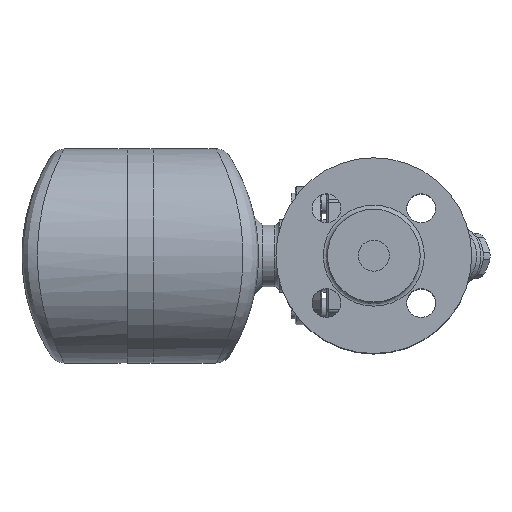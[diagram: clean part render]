
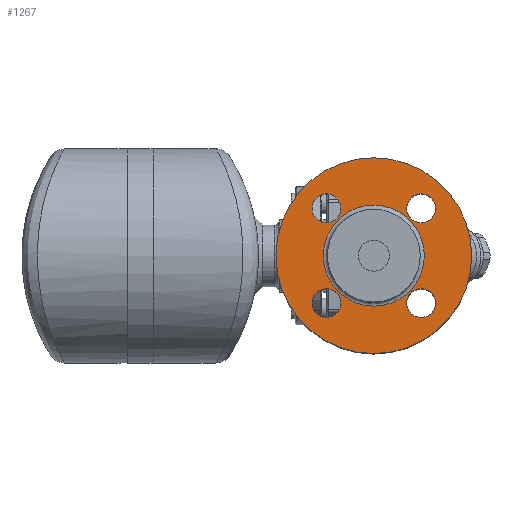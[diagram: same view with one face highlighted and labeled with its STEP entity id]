
A CAD part, top view. The second image highlights one B-rep face of the part: STEP entity #1267.
In plain terms, the highlighted planar face has unit normal (0, 0, 1).
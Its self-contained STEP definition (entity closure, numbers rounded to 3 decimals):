
#696=CARTESIAN_POINT('',(129.981,15.981,92.0));
#697=VERTEX_POINT('',#696);
#698=CARTESIAN_POINT('',(129.981,22.981,92.));
#699=DIRECTION('',(0.0,0.0,-1.0));
#700=DIRECTION('',(0.0,-1.0,0.0));
#701=AXIS2_PLACEMENT_3D('',#698,#699,#700);
#702=CIRCLE('',#701,7.);
#703=EDGE_CURVE('',#697,#697,#702,.T.);
#745=CARTESIAN_POINT('',(122.981,-22.981,92.0));
#746=VERTEX_POINT('',#745);
#747=CARTESIAN_POINT('',(129.981,-22.981,92.));
#748=DIRECTION('',(0.0,0.0,-1.0));
#749=DIRECTION('',(-1.0,0.0,0.0));
#750=AXIS2_PLACEMENT_3D('',#747,#748,#749);
#751=CIRCLE('',#750,7.);
#752=EDGE_CURVE('',#746,#746,#751,.T.);
#794=CARTESIAN_POINT('',(84.019,-15.981,92.0));
#795=VERTEX_POINT('',#794);
#796=CARTESIAN_POINT('',(84.019,-22.981,92.));
#797=DIRECTION('',(0.0,0.0,-1.0));
#798=DIRECTION('',(0.0,1.0,0.0));
#799=AXIS2_PLACEMENT_3D('',#796,#797,#798);
#800=CIRCLE('',#799,7.);
#801=EDGE_CURVE('',#795,#795,#800,.T.);
#971=CARTESIAN_POINT('',(91.019,22.981,92.0));
#972=VERTEX_POINT('',#971);
#973=CARTESIAN_POINT('',(84.019,22.981,92.0));
#974=DIRECTION('',(0.0,0.0,-1.0));
#975=DIRECTION('',(1.0,0.0,0.0));
#976=AXIS2_PLACEMENT_3D('',#973,#974,#975);
#977=CIRCLE('',#976,7.);
#978=EDGE_CURVE('',#972,#972,#977,.T.);
#1213=CARTESIAN_POINT('',(131.5,0.0,92.));
#1214=VERTEX_POINT('',#1213);
#1215=CARTESIAN_POINT('',(107.,0.0,92.));
#1216=DIRECTION('',(0.0,0.0,1.0));
#1217=DIRECTION('',(-1.0,0.0,0.0));
#1218=AXIS2_PLACEMENT_3D('',#1215,#1216,#1217);
#1219=CIRCLE('',#1218,24.5);
#1220=EDGE_CURVE('',#1214,#1214,#1219,.T.);
#1236=CARTESIAN_POINT('',(142.,0.0,92.));
#1237=DIRECTION('',(0.0,0.0,1.0));
#1238=DIRECTION('',(1.0,0.0,0.0));
#1239=AXIS2_PLACEMENT_3D('',#1236,#1237,#1238);
#1240=PLANE('',#1239);
#1241=CARTESIAN_POINT('',(154.5,0.0,92.));
#1242=VERTEX_POINT('',#1241);
#1243=CARTESIAN_POINT('',(107.,0.0,92.));
#1244=DIRECTION('',(0.0,0.0,1.0));
#1245=DIRECTION('',(1.0,0.0,0.0));
#1246=AXIS2_PLACEMENT_3D('',#1243,#1244,#1245);
#1247=CIRCLE('',#1246,47.5);
#1248=EDGE_CURVE('',#1242,#1242,#1247,.T.);
#1249=ORIENTED_EDGE('',*,*,#1248,.T.);
#1250=EDGE_LOOP('',(#1249));
#1251=FACE_OUTER_BOUND('',#1250,.T.);
#1252=ORIENTED_EDGE('',*,*,#703,.T.);
#1253=EDGE_LOOP('',(#1252));
#1254=FACE_BOUND('',#1253,.T.);
#1255=ORIENTED_EDGE('',*,*,#752,.T.);
#1256=EDGE_LOOP('',(#1255));
#1257=FACE_BOUND('',#1256,.T.);
#1258=ORIENTED_EDGE('',*,*,#801,.T.);
#1259=EDGE_LOOP('',(#1258));
#1260=FACE_BOUND('',#1259,.T.);
#1261=ORIENTED_EDGE('',*,*,#978,.T.);
#1262=EDGE_LOOP('',(#1261));
#1263=FACE_BOUND('',#1262,.T.);
#1264=ORIENTED_EDGE('',*,*,#1220,.F.);
#1265=EDGE_LOOP('',(#1264));
#1266=FACE_BOUND('',#1265,.T.);
#1267=ADVANCED_FACE('',(#1251,#1254,#1257,#1260,#1263,#1266),#1240,.T.);
